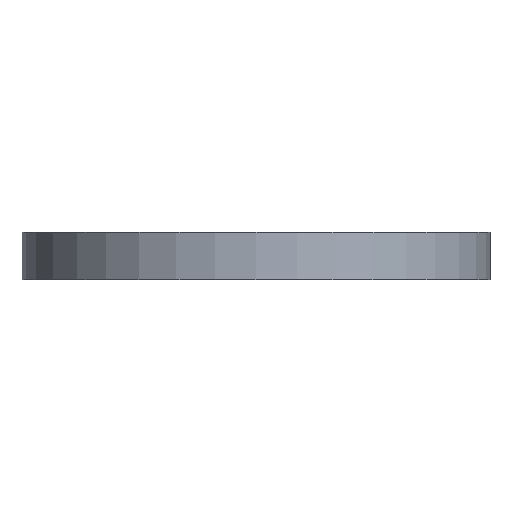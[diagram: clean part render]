
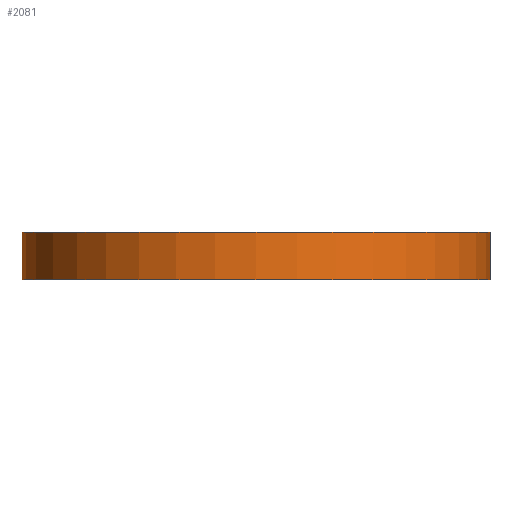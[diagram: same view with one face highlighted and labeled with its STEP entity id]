
A CAD part, front view. The second image highlights one B-rep face of the part: STEP entity #2081.
In plain terms, the highlighted cylindrical face has radius 49.7 mm (diameter 99.4 mm), a full revolution.
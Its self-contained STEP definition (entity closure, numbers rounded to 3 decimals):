
#113=FACE_OUTER_BOUND('',#223,.T.);
#223=EDGE_LOOP('',(#1439,#1440,#1441,#1442));
#335=LINE('',#2944,#605);
#605=VECTOR('',#2365,49.7);
#875=CIRCLE('',#2206,49.7);
#876=CIRCLE('',#2207,49.7);
#919=VERTEX_POINT('',#2941);
#920=VERTEX_POINT('',#2943);
#1125=EDGE_CURVE('',#919,#919,#875,.T.);
#1126=EDGE_CURVE('',#919,#920,#335,.T.);
#1127=EDGE_CURVE('',#920,#920,#876,.T.);
#1439=ORIENTED_EDGE('',*,*,#1125,.F.);
#1440=ORIENTED_EDGE('',*,*,#1126,.T.);
#1441=ORIENTED_EDGE('',*,*,#1127,.F.);
#1442=ORIENTED_EDGE('',*,*,#1126,.F.);
#2067=CYLINDRICAL_SURFACE('',#2205,49.7);
#2081=ADVANCED_FACE('',(#113),#2067,.T.);
#2205=AXIS2_PLACEMENT_3D('',#2940,#2361,#2362);
#2206=AXIS2_PLACEMENT_3D('',#2942,#2363,#2364);
#2207=AXIS2_PLACEMENT_3D('',#2945,#2366,#2367);
#2361=DIRECTION('center_axis',(0.,0.,-1.));
#2362=DIRECTION('ref_axis',(-1.,0.,0.));
#2363=DIRECTION('center_axis',(0.,0.,1.));
#2364=DIRECTION('ref_axis',(-1.,0.,0.));
#2365=DIRECTION('',(0.,0.,-1.));
#2366=DIRECTION('center_axis',(0.,0.,-1.));
#2367=DIRECTION('ref_axis',(-1.,0.,0.));
#2940=CARTESIAN_POINT('Origin',(0.,0.,10.));
#2941=CARTESIAN_POINT('',(49.7,0.,10.));
#2942=CARTESIAN_POINT('Origin',(0.,0.,10.));
#2943=CARTESIAN_POINT('',(49.7,0.,0.));
#2944=CARTESIAN_POINT('',(49.7,0.,10.));
#2945=CARTESIAN_POINT('Origin',(0.,0.,0.));
